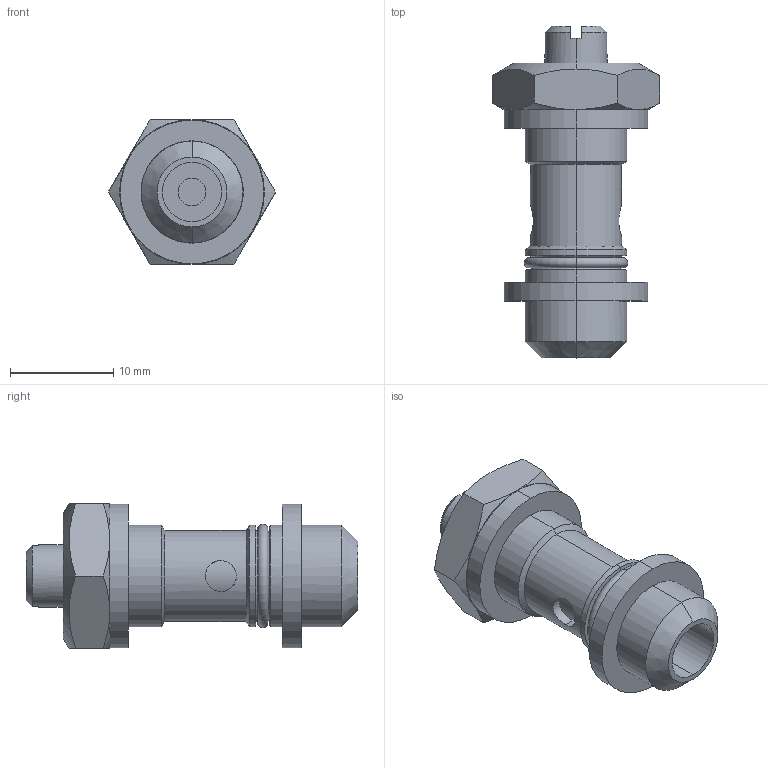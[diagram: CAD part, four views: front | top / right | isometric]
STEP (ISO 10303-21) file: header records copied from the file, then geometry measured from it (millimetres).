
FILE_DESCRIPTION (( 'STEP AP203' ), '1' );
FILE_NAME ('04050C01.STEP', '2010-03-31T06:18:10', ( '' ), ( 'sopra-pneumatic' ), 'SwSTEP 2.0', 'SolidWorks 2009', '' );
FILE_SCHEMA (( 'CONFIG_CONTROL_DESIGN' ));
Length unit declared in the file: millimetre
Products named in the file (1): 04050C01
Bounding box: 16.17 x 32.09 x 14 mm (x, y, z)
Volume: 2572.4 mm3; surface area: 1927.1 mm2
Topology: 1 solids, 1 shells, 87 faces, 202 edges, 124 vertices
Faces by surface type: cylinder 32, plane 29, cone 20, torus 6
Entity records: 2829 total; most frequent: CARTESIAN_POINT 772, DIRECTION 424, ORIENTED_EDGE 404, EDGE_CURVE 202, AXIS2_PLACEMENT_3D 172, VERTEX_POINT 124, EDGE_LOOP 100, FACE_OUTER_BOUND 87
